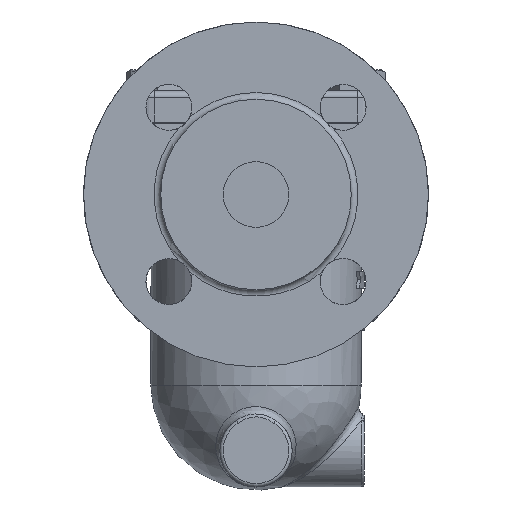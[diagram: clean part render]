
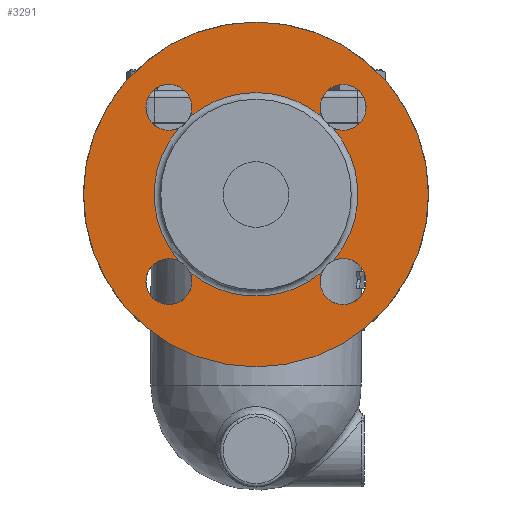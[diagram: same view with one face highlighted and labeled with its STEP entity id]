
A CAD part, left-side view. The second image highlights one B-rep face of the part: STEP entity #3291.
In plain terms, the highlighted planar face has unit normal (-1, 0, 0).
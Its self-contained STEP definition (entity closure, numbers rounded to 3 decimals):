
#3015=CARTESIAN_POINT('',(-73.0,20.188,12.026));
#3016=VERTEX_POINT('',#3015);
#3017=CARTESIAN_POINT('',(-73.0,23.526,8.688));
#3018=VERTEX_POINT('',#3017);
#3042=CARTESIAN_POINT('',(-73.,26.517,15.017));
#3043=DIRECTION('',(1.0,0.0,0.0));
#3044=DIRECTION('',(0.0,1.0,0.0));
#3045=AXIS2_PLACEMENT_3D('',#3042,#3043,#3044);
#3046=CIRCLE('',#3045,7.);
#3047=EDGE_CURVE('',#3018,#3016,#3046,.T.);
#3068=CARTESIAN_POINT('',(-73.0,-23.526,8.688));
#3069=VERTEX_POINT('',#3068);
#3070=CARTESIAN_POINT('',(-73.0,-20.188,12.026));
#3071=VERTEX_POINT('',#3070);
#3095=CARTESIAN_POINT('',(-73.,-26.517,15.017));
#3096=DIRECTION('',(1.0,0.0,0.0));
#3097=DIRECTION('',(0.0,0.0,1.0));
#3098=AXIS2_PLACEMENT_3D('',#3095,#3096,#3097);
#3099=CIRCLE('',#3098,7.);
#3100=EDGE_CURVE('',#3071,#3069,#3099,.T.);
#3121=CARTESIAN_POINT('',(-73.0,-20.188,-35.026));
#3122=VERTEX_POINT('',#3121);
#3123=CARTESIAN_POINT('',(-73.0,-23.526,-31.688));
#3124=VERTEX_POINT('',#3123);
#3148=CARTESIAN_POINT('',(-73.,-26.517,-38.017));
#3149=DIRECTION('',(1.0,0.0,0.0));
#3150=DIRECTION('',(0.0,-1.0,0.0));
#3151=AXIS2_PLACEMENT_3D('',#3148,#3149,#3150);
#3152=CIRCLE('',#3151,7.);
#3153=EDGE_CURVE('',#3124,#3122,#3152,.T.);
#3175=CARTESIAN_POINT('',(-73.0,23.526,-31.688));
#3176=VERTEX_POINT('',#3175);
#3177=CARTESIAN_POINT('',(-73.0,0.0,-11.5));
#3178=DIRECTION('',(-1.0,0.0,0.0));
#3179=DIRECTION('',(0.0,0.0,-1.0));
#3180=AXIS2_PLACEMENT_3D('',#3177,#3178,#3179);
#3181=CIRCLE('',#3180,31.);
#3182=EDGE_CURVE('',#3018,#3176,#3181,.T.);
#3184=CARTESIAN_POINT('',(-73.0,20.188,-35.026));
#3185=VERTEX_POINT('',#3184);
#3201=CARTESIAN_POINT('',(-73.0,0.0,-11.5));
#3202=DIRECTION('',(-1.0,0.0,0.0));
#3203=DIRECTION('',(0.0,0.0,-1.0));
#3204=AXIS2_PLACEMENT_3D('',#3201,#3202,#3203);
#3205=CIRCLE('',#3204,31.);
#3206=EDGE_CURVE('',#3185,#3122,#3205,.T.);
#3209=CARTESIAN_POINT('',(-73.0,0.0,-11.5));
#3210=DIRECTION('',(-1.0,0.0,0.0));
#3211=DIRECTION('',(0.0,0.0,-1.0));
#3212=AXIS2_PLACEMENT_3D('',#3209,#3210,#3211);
#3213=CIRCLE('',#3212,31.);
#3214=EDGE_CURVE('',#3124,#3069,#3213,.T.);
#3217=CARTESIAN_POINT('',(-73.0,0.0,-11.5));
#3218=DIRECTION('',(-1.0,0.0,0.0));
#3219=DIRECTION('',(0.0,0.0,-1.0));
#3220=AXIS2_PLACEMENT_3D('',#3217,#3218,#3219);
#3221=CIRCLE('',#3220,31.);
#3222=EDGE_CURVE('',#3071,#3016,#3221,.T.);
#3244=CARTESIAN_POINT('',(-73.,26.517,-38.017));
#3245=DIRECTION('',(1.0,0.0,0.0));
#3246=DIRECTION('',(0.0,0.0,-1.0));
#3247=AXIS2_PLACEMENT_3D('',#3244,#3245,#3246);
#3248=CIRCLE('',#3247,7.);
#3249=EDGE_CURVE('',#3185,#3176,#3248,.T.);
#3265=CARTESIAN_POINT('',(-73.,0.0,29.25));
#3266=DIRECTION('',(-1.0,0.0,0.0));
#3267=DIRECTION('',(0.0,0.0,1.0));
#3268=AXIS2_PLACEMENT_3D('',#3265,#3266,#3267);
#3269=PLANE('',#3268);
#3270=CARTESIAN_POINT('',(-73.,0.0,41.0));
#3271=VERTEX_POINT('',#3270);
#3272=CARTESIAN_POINT('',(-73.0,0.0,-11.5));
#3273=DIRECTION('',(-1.0,0.0,0.0));
#3274=DIRECTION('',(0.0,0.0,1.0));
#3275=AXIS2_PLACEMENT_3D('',#3272,#3273,#3274);
#3276=CIRCLE('',#3275,52.5);
#3277=EDGE_CURVE('',#3271,#3271,#3276,.T.);
#3278=ORIENTED_EDGE('',*,*,#3277,.T.);
#3279=EDGE_LOOP('',(#3278));
#3280=FACE_OUTER_BOUND('',#3279,.T.);
#3281=ORIENTED_EDGE('',*,*,#3047,.T.);
#3282=ORIENTED_EDGE('',*,*,#3222,.F.);
#3283=ORIENTED_EDGE('',*,*,#3100,.T.);
#3284=ORIENTED_EDGE('',*,*,#3214,.F.);
#3285=ORIENTED_EDGE('',*,*,#3153,.T.);
#3286=ORIENTED_EDGE('',*,*,#3206,.F.);
#3287=ORIENTED_EDGE('',*,*,#3249,.T.);
#3288=ORIENTED_EDGE('',*,*,#3182,.F.);
#3289=EDGE_LOOP('',(#3281,#3282,#3283,#3284,#3285,#3286,#3287,#3288));
#3290=FACE_BOUND('',#3289,.T.);
#3291=ADVANCED_FACE('',(#3280,#3290),#3269,.T.);
